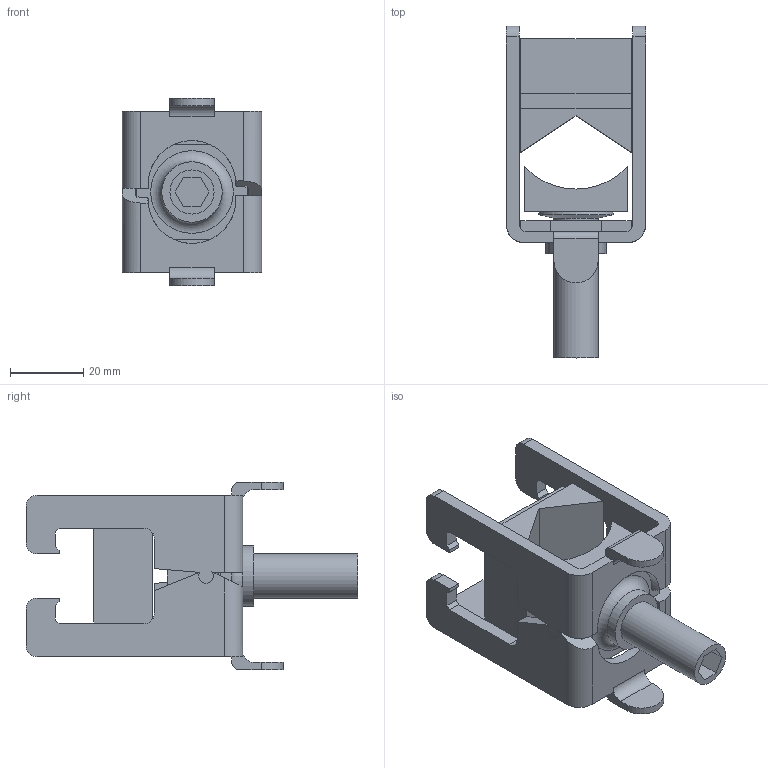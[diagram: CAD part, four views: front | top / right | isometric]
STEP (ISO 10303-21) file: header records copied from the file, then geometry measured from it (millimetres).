
FILE_DESCRIPTION(/* description */ ('STEP AP214'),/* implementation_level */ '2;1');
FILE_NAME(/* name */ '01318',/* time_stamp */ '2024-11-11T16:43:52+01:00',/* author */ ('License CC BY-ND 4.0'),/* organization */ ('CADENAS'),/* preprocessor_version */ 'ST-DEVELOPER v19.3',/* originating_system */ 'PARTsolutions',/* authorisation */ ' ');
FILE_SCHEMA (('AUTOMOTIVE_DESIGN {1 0 10303 214 3 1 1}'));
Length unit declared in the file: millimetre
Products named in the file (5): 01318; 71530000; 30647000; 61510000; 71478000
Assembly tree (5 placements, depth 2):
  01318
    71530000  x2
    30647000
    61510000
    71478000
Bounding box: 38 x 90.4 x 51 mm (x, y, z)
Volume: 42635.2 mm3; surface area: 24143.8 mm2
Topology: 5 solids, 5 shells, 143 faces, 386 edges, 256 vertices
Faces by surface type: plane 103, cylinder 36, cone 2, torus 2
Full cylindrical faces by diameter (mm): 12 x2, 16.492 x1
Entity records: 2999 total; most frequent: CARTESIAN_POINT 506, DIRECTION 488, ORIENTED_EDGE 482, EDGE_CURVE 241, LINE 196, VECTOR 196, VERTEX_POINT 164, AXIS2_PLACEMENT_3D 146
